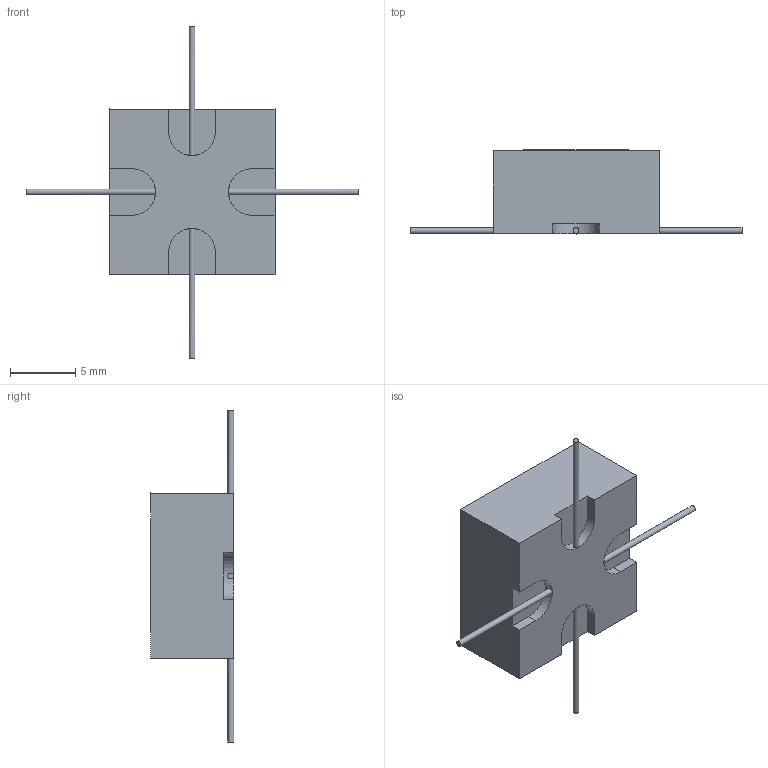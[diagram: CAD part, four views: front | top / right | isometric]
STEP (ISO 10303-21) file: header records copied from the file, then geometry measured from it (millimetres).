
FILE_DESCRIPTION (( 'STEP AP203' ), '1' );
FILE_NAME ('PE1V13013_3D.step', '2021-03-05T22:02:37', ( '' ), ( '' ), 'SwSTEP 2.0', 'SolidWorks 2020', '' );
FILE_SCHEMA (( 'CONFIG_CONTROL_DESIGN' ));
Length unit declared in the file: inch
Products named in the file (1): PE1V13013_3D
Bounding box: 25.4 x 6.4 x 25.4 mm (x, y, z)
Volume: 999.8 mm3; surface area: 720.7 mm2
Topology: 1 solids, 1 shells, 35 faces, 92 edges, 60 vertices
Faces by surface type: plane 27, cylinder 8
Full cylindrical faces by diameter (mm): 0.457 x4
Entity records: 1153 total; most frequent: CARTESIAN_POINT 244, DIRECTION 168, ORIENTED_EDGE 168, EDGE_CURVE 84, VECTOR 64, LINE 64, VERTEX_POINT 56, AXIS2_PLACEMENT_3D 52
